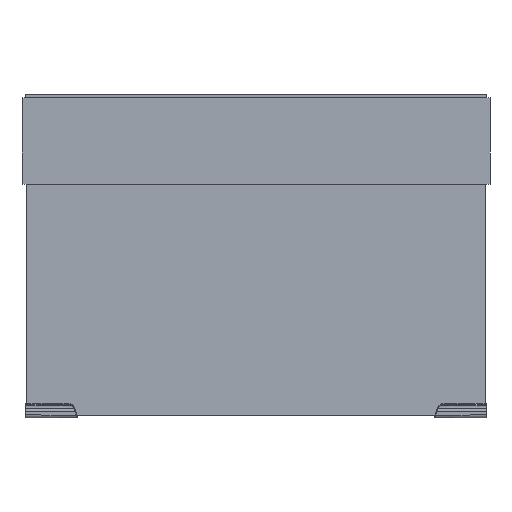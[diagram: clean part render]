
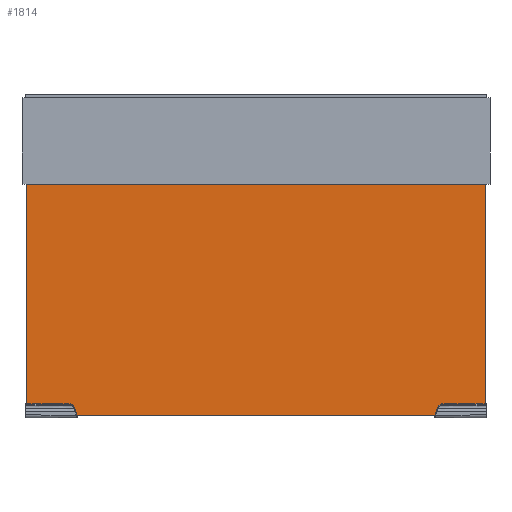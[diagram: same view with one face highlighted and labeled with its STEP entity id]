
A CAD part, front view. The second image highlights one B-rep face of the part: STEP entity #1814.
In plain terms, the highlighted face is planar.
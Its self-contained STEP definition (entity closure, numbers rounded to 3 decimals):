
#305=FACE_OUTER_BOUND('',#428,.T.);
#428=EDGE_LOOP('',(#1291,#1292,#1293,#1294));
#570=LINE('',#2754,#689);
#577=LINE('',#2768,#696);
#579=LINE('',#2772,#698);
#580=LINE('',#2773,#699);
#689=VECTOR('',#2237,10.);
#696=VECTOR('',#2248,143.);
#698=VECTOR('',#2252,143.);
#699=VECTOR('',#2253,265.);
#796=VERTEX_POINT('',#2752);
#797=VERTEX_POINT('',#2753);
#802=VERTEX_POINT('',#2767);
#803=VERTEX_POINT('',#2771);
#970=EDGE_CURVE('',#796,#797,#570,.T.);
#977=EDGE_CURVE('',#802,#796,#577,.T.);
#979=EDGE_CURVE('',#797,#803,#579,.T.);
#980=EDGE_CURVE('',#803,#802,#580,.T.);
#1291=ORIENTED_EDGE('',*,*,#970,.T.);
#1292=ORIENTED_EDGE('',*,*,#979,.T.);
#1293=ORIENTED_EDGE('',*,*,#980,.T.);
#1294=ORIENTED_EDGE('',*,*,#977,.T.);
#1772=PLANE('',#1987);
#1814=ADVANCED_FACE('',(#305),#1772,.T.);
#1987=AXIS2_PLACEMENT_3D('',#2770,#2250,#2251);
#2237=DIRECTION('',(-1.,0.,0.));
#2248=DIRECTION('',(0.,0.,-1.));
#2250=DIRECTION('center_axis',(0.,1.,0.));
#2251=DIRECTION('ref_axis',(1.,0.,0.));
#2252=DIRECTION('',(0.,0.,1.));
#2253=DIRECTION('',(1.,0.,0.));
#2752=CARTESIAN_POINT('',(132.5,4.,-0.5));
#2753=CARTESIAN_POINT('',(-132.5,4.,-0.5));
#2754=CARTESIAN_POINT('',(0.,4.,-0.5));
#2767=CARTESIAN_POINT('',(132.5,4.,133.));
#2768=CARTESIAN_POINT('',(132.5,4.,133.));
#2770=CARTESIAN_POINT('Origin',(0.,4.,0.));
#2771=CARTESIAN_POINT('',(-132.5,4.,133.));
#2772=CARTESIAN_POINT('',(-132.5,4.,-10.));
#2773=CARTESIAN_POINT('',(-132.5,4.,133.));
